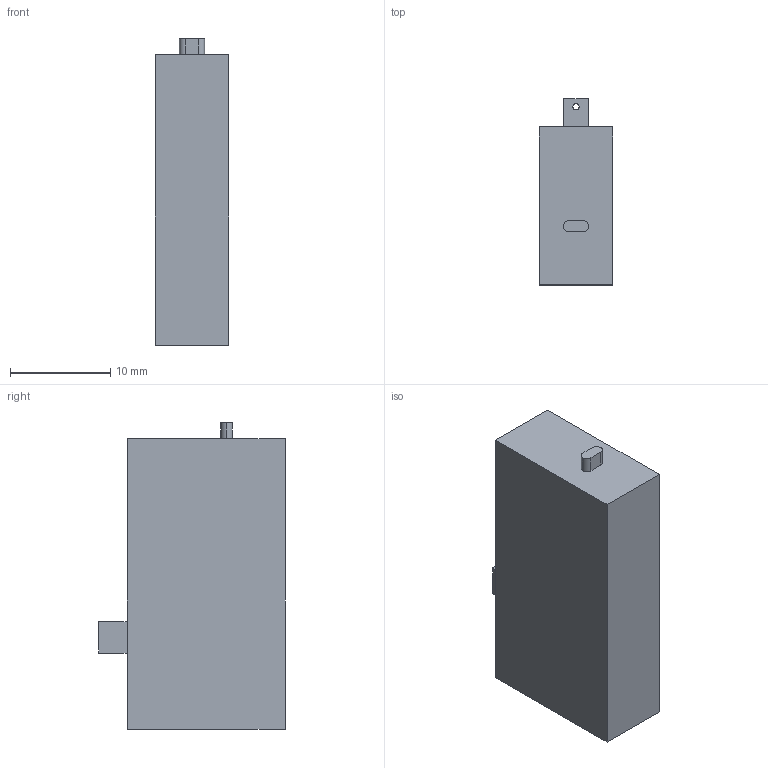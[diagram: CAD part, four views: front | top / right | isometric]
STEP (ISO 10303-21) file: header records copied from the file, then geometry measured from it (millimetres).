
FILE_DESCRIPTION (( 'STEP AP214' ), '1' );
FILE_NAME ('VS-19 Pico Linear Servo.STEP', '2017-12-16T14:06:13', ( '' ), ( '' ), 'SwSTEP 2.0', 'SolidWorks 2013', '' );
FILE_SCHEMA (( 'AUTOMOTIVE_DESIGN' ));
Length unit declared in the file: inch
Products named in the file (1): VS-19 Pico Linear Servo
Bounding box: 7.37 x 18.59 x 30.62 mm (x, y, z)
Volume: 3254.2 mm3; surface area: 1800.8 mm2
Topology: 1 solids, 1 shells, 24 faces, 57 edges, 38 vertices
Faces by surface type: plane 19, cylinder 5
Entity records: 813 total; most frequent: CARTESIAN_POINT 120, DIRECTION 117, ORIENTED_EDGE 114, EDGE_CURVE 57, VECTOR 47, LINE 47, VERTEX_POINT 38, AXIS2_PLACEMENT_3D 35
